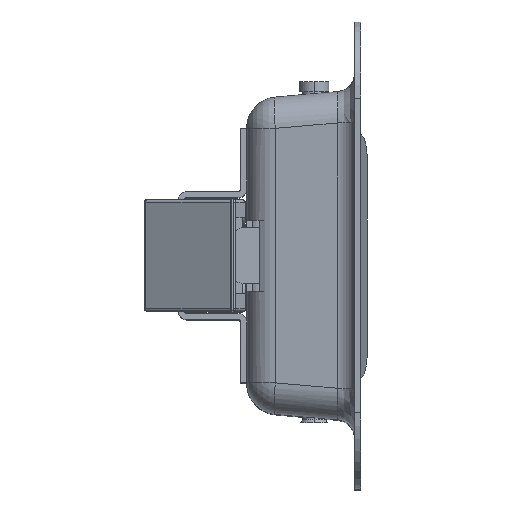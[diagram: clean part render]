
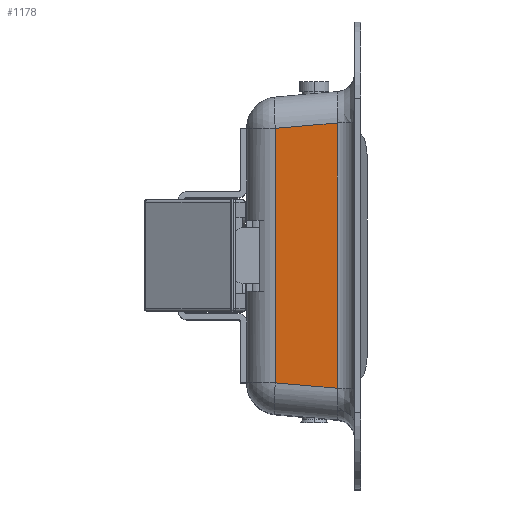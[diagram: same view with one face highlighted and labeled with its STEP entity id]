
A CAD part, top view. The second image highlights one B-rep face of the part: STEP entity #1178.
In plain terms, the highlighted face is planar.
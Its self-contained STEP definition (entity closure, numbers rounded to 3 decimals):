
#30 = VECTOR ( 'NONE', #1636, 1000. ) ;
#493 = CARTESIAN_POINT ( 'NONE',  ( -46.782, -4.661, 26.12 ) ) ;
#498 = VERTEX_POINT ( 'NONE', #5138 ) ;
#608 = CARTESIAN_POINT ( 'NONE',  ( -45.69, -16.853, 32.7 ) ) ;
#624 = LINE ( 'NONE', #4998, #5376 ) ;
#647 = CARTESIAN_POINT ( 'NONE',  ( -46.782, -4.661, -26.12 ) ) ;
#767 = CARTESIAN_POINT ( 'NONE',  ( -46.782, -4.661, -26.421 ) ) ;
#778 = EDGE_CURVE ( 'NONE', #6065, #6867, #7389, .T. ) ;
#1067 = ORIENTED_EDGE ( 'NONE', *, *, #1355, .T. ) ;
#1178 = ADVANCED_FACE ( 'NONE', ( #1431 ), #5402, .F. ) ;
#1355 = EDGE_CURVE ( 'NONE', #6867, #498, #624, .T. ) ;
#1431 = FACE_OUTER_BOUND ( 'NONE', #6341, .T. ) ;
#1601 = LINE ( 'NONE', #6953, #30 ) ;
#1636 = DIRECTION ( 'NONE',  ( -0.089, 0.992, 0.086 ) ) ;
#2094 = ORIENTED_EDGE ( 'NONE', *, *, #6824, .T. ) ;
#2232 = CARTESIAN_POINT ( 'NONE',  ( -45.69, -16.853, 25.062 ) ) ;
#2422 = DIRECTION ( 'NONE',  ( 0.996, 0.089, 0. ) ) ;
#3282 = AXIS2_PLACEMENT_3D ( 'NONE', #3594, #2422, #6587 ) ;
#3363 = VECTOR ( 'NONE', #5956, 1000. ) ;
#3411 = EDGE_CURVE ( 'NONE', #4323, #6065, #1601, .T. ) ;
#3542 = LINE ( 'NONE', #608, #3363 ) ;
#3594 = CARTESIAN_POINT ( 'NONE',  ( -45.184, -22.5, 32.7 ) ) ;
#4323 = VERTEX_POINT ( 'NONE', #2232 ) ;
#4931 = DIRECTION ( 'NONE',  ( 0., 0., -1. ) ) ;
#4998 = CARTESIAN_POINT ( 'NONE',  ( -44.745, -27.394, -24.147 ) ) ;
#5138 = CARTESIAN_POINT ( 'NONE',  ( -45.69, -16.853, -25.062 ) ) ;
#5376 = VECTOR ( 'NONE', #7346, 1000. ) ;
#5402 = PLANE ( 'NONE',  #3282 ) ;
#5658 = VECTOR ( 'NONE', #4931, 1000. ) ;
#5800 = ORIENTED_EDGE ( 'NONE', *, *, #778, .T. ) ;
#5956 = DIRECTION ( 'NONE',  ( 0., 0., 1. ) ) ;
#6065 = VERTEX_POINT ( 'NONE', #493 ) ;
#6341 = EDGE_LOOP ( 'NONE', ( #7335, #5800, #1067, #2094 ) ) ;
#6587 = DIRECTION ( 'NONE',  ( -0.089, 0.996, 0. ) ) ;
#6824 = EDGE_CURVE ( 'NONE', #498, #4323, #3542, .T. ) ;
#6867 = VERTEX_POINT ( 'NONE', #647 ) ;
#6953 = CARTESIAN_POINT ( 'NONE',  ( -45.246, -21.805, 24.632 ) ) ;
#7335 = ORIENTED_EDGE ( 'NONE', *, *, #3411, .T. ) ;
#7346 = DIRECTION ( 'NONE',  ( 0.089, -0.992, 0.086 ) ) ;
#7389 = LINE ( 'NONE', #767, #5658 ) ;
